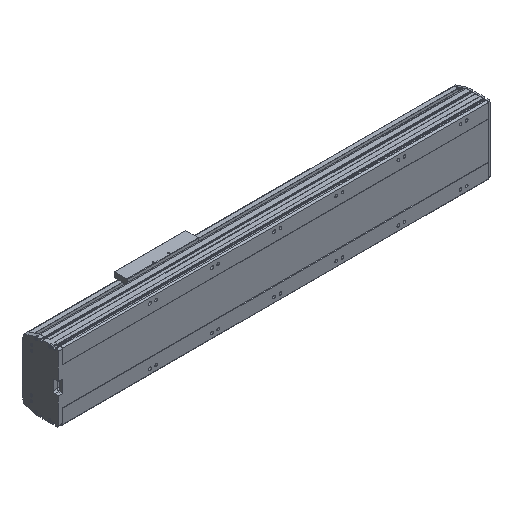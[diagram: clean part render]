
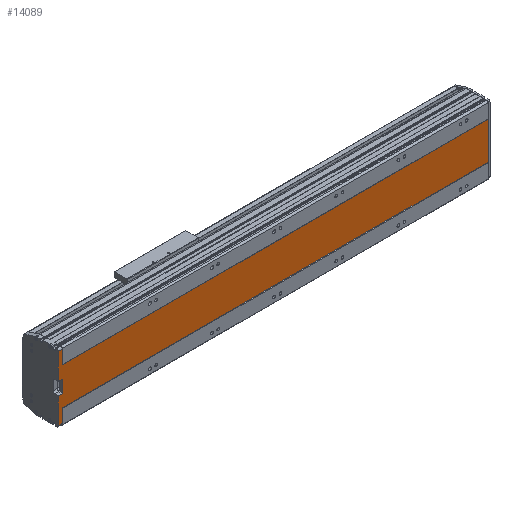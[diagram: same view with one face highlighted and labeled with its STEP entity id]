
A CAD part, isometric view. The second image highlights one B-rep face of the part: STEP entity #14089.
In plain terms, the highlighted planar face has unit normal (0, -1, 0).
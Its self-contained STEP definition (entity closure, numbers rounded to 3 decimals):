
#515 = CARTESIAN_POINT ( 'NONE',  ( 13., 1., -60. ) ) ;
#943 = ORIENTED_EDGE ( 'NONE', *, *, #21337, .T. ) ;
#1066 = CARTESIAN_POINT ( 'NONE',  ( 13., 1., 20. ) ) ;
#1206 = LINE ( 'NONE', #7294, #17228 ) ;
#1248 = PLANE ( 'NONE',  #25592 ) ;
#1314 = DIRECTION ( 'NONE',  ( 0., 0., -1. ) ) ;
#1428 = VECTOR ( 'NONE', #21143, 1000. ) ;
#1966 = VECTOR ( 'NONE', #16125, 1000. ) ;
#2096 = EDGE_CURVE ( 'NONE', #25062, #26196, #10199, .T. ) ;
#2112 = CARTESIAN_POINT ( 'NONE',  ( 13., 1., 60. ) ) ;
#2373 = CARTESIAN_POINT ( 'NONE',  ( 1384., 1., -60. ) ) ;
#2961 = EDGE_CURVE ( 'NONE', #13393, #18789, #24100, .T. ) ;
#3058 = CARTESIAN_POINT ( 'NONE',  ( 0., 1., -20. ) ) ;
#3139 = EDGE_CURVE ( 'NONE', #11129, #15774, #1206, .T. ) ;
#3252 = ORIENTED_EDGE ( 'NONE', *, *, #16140, .T. ) ;
#3797 = CARTESIAN_POINT ( 'NONE',  ( 1384., 1., 60. ) ) ;
#4594 = DIRECTION ( 'NONE',  ( 0., 0., -1. ) ) ;
#4648 = ORIENTED_EDGE ( 'NONE', *, *, #5561, .T. ) ;
#5035 = ORIENTED_EDGE ( 'NONE', *, *, #2961, .F. ) ;
#5041 = CARTESIAN_POINT ( 'NONE',  ( 13., 1., 20. ) ) ;
#5561 = EDGE_CURVE ( 'NONE', #13393, #25910, #7548, .T. ) ;
#5771 = DIRECTION ( 'NONE',  ( -1., 0., 0. ) ) ;
#5825 = CARTESIAN_POINT ( 'NONE',  ( 0., 1., -20. ) ) ;
#6545 = VECTOR ( 'NONE', #17391, 1000. ) ;
#7275 = CARTESIAN_POINT ( 'NONE',  ( 0., 1., -103.5 ) ) ;
#7294 = CARTESIAN_POINT ( 'NONE',  ( 13., 1., 103.5 ) ) ;
#7317 = VECTOR ( 'NONE', #4594, 1000. ) ;
#7477 = ORIENTED_EDGE ( 'NONE', *, *, #16823, .F. ) ;
#7479 = VECTOR ( 'NONE', #11787, 1000. ) ;
#7548 = LINE ( 'NONE', #7673, #16309 ) ;
#7673 = CARTESIAN_POINT ( 'NONE',  ( 13., 1., 104. ) ) ;
#8001 = EDGE_CURVE ( 'NONE', #25062, #19088, #13040, .T. ) ;
#8129 = VERTEX_POINT ( 'NONE', #25639 ) ;
#8138 = DIRECTION ( 'NONE',  ( 0., 0., -1. ) ) ;
#8454 = CARTESIAN_POINT ( 'NONE',  ( 0., 1., 103.5 ) ) ;
#9215 = DIRECTION ( 'NONE',  ( 0., 1., 0. ) ) ;
#9609 = CARTESIAN_POINT ( 'NONE',  ( 13., 1., 103.5 ) ) ;
#10199 = LINE ( 'NONE', #2112, #23839 ) ;
#10612 = VECTOR ( 'NONE', #5771, 1000. ) ;
#10640 = CARTESIAN_POINT ( 'NONE',  ( 13., 1., -103.5 ) ) ;
#10809 = EDGE_CURVE ( 'NONE', #26196, #18669, #26119, .T. ) ;
#11129 = VERTEX_POINT ( 'NONE', #9609 ) ;
#11232 = EDGE_CURVE ( 'NONE', #11129, #13502, #23820, .T. ) ;
#11787 = DIRECTION ( 'NONE',  ( 0., 0., -1. ) ) ;
#12251 = EDGE_LOOP ( 'NONE', ( #19192, #24619, #14544, #943, #18267, #21115, #25431, #3252, #5035, #4648, #16192, #7477 ) ) ;
#13040 = LINE ( 'NONE', #5041, #1428 ) ;
#13393 = VERTEX_POINT ( 'NONE', #10640 ) ;
#13502 = VERTEX_POINT ( 'NONE', #19672 ) ;
#13738 = CARTESIAN_POINT ( 'NONE',  ( 0., 1., 20. ) ) ;
#14015 = CARTESIAN_POINT ( 'NONE',  ( 13., 1., -103.5 ) ) ;
#14089 = ADVANCED_FACE ( 'NONE', ( #15713 ), #1248, .F. ) ;
#14542 = VECTOR ( 'NONE', #24135, 1000. ) ;
#14544 = ORIENTED_EDGE ( 'NONE', *, *, #3139, .T. ) ;
#14930 = EDGE_CURVE ( 'NONE', #15607, #13502, #17269, .T. ) ;
#15147 = LINE ( 'NONE', #3058, #17220 ) ;
#15408 = DIRECTION ( 'NONE',  ( -1., 0., 0. ) ) ;
#15607 = VERTEX_POINT ( 'NONE', #20901 ) ;
#15652 = CARTESIAN_POINT ( 'NONE',  ( 1384., 1., 60. ) ) ;
#15713 = FACE_OUTER_BOUND ( 'NONE', #12251, .T. ) ;
#15774 = VERTEX_POINT ( 'NONE', #25661 ) ;
#15785 = DIRECTION ( 'NONE',  ( 0., 0., 1. ) ) ;
#16125 = DIRECTION ( 'NONE',  ( -1., 0., 0. ) ) ;
#16140 = EDGE_CURVE ( 'NONE', #18669, #18789, #15147, .T. ) ;
#16192 = ORIENTED_EDGE ( 'NONE', *, *, #21233, .F. ) ;
#16309 = VECTOR ( 'NONE', #15785, 1000. ) ;
#16823 = EDGE_CURVE ( 'NONE', #15607, #8129, #21890, .T. ) ;
#17220 = VECTOR ( 'NONE', #1314, 1000. ) ;
#17228 = VECTOR ( 'NONE', #15408, 1000. ) ;
#17269 = LINE ( 'NONE', #15652, #6545 ) ;
#17391 = DIRECTION ( 'NONE',  ( -1., 0., 0. ) ) ;
#17862 = VECTOR ( 'NONE', #8138, 1000. ) ;
#18267 = ORIENTED_EDGE ( 'NONE', *, *, #8001, .F. ) ;
#18669 = VERTEX_POINT ( 'NONE', #5825 ) ;
#18789 = VERTEX_POINT ( 'NONE', #7275 ) ;
#19088 = VERTEX_POINT ( 'NONE', #13738 ) ;
#19192 = ORIENTED_EDGE ( 'NONE', *, *, #14930, .T. ) ;
#19455 = CARTESIAN_POINT ( 'NONE',  ( 1384., 1., 60. ) ) ;
#19672 = CARTESIAN_POINT ( 'NONE',  ( 13., 1., 60. ) ) ;
#20901 = CARTESIAN_POINT ( 'NONE',  ( 1384., 1., 60. ) ) ;
#21115 = ORIENTED_EDGE ( 'NONE', *, *, #2096, .T. ) ;
#21143 = DIRECTION ( 'NONE',  ( -1., 0., 0. ) ) ;
#21233 = EDGE_CURVE ( 'NONE', #8129, #25910, #22542, .T. ) ;
#21337 = EDGE_CURVE ( 'NONE', #15774, #19088, #24666, .T. ) ;
#21890 = LINE ( 'NONE', #3797, #7479 ) ;
#22408 = CARTESIAN_POINT ( 'NONE',  ( 13., 1., -20. ) ) ;
#22542 = LINE ( 'NONE', #2373, #14542 ) ;
#22563 = DIRECTION ( 'NONE',  ( 0., 0., -1. ) ) ;
#23820 = LINE ( 'NONE', #23957, #17862 ) ;
#23839 = VECTOR ( 'NONE', #22563, 1000. ) ;
#23957 = CARTESIAN_POINT ( 'NONE',  ( 13., 1., 103.5 ) ) ;
#24100 = LINE ( 'NONE', #14015, #1966 ) ;
#24135 = DIRECTION ( 'NONE',  ( -1., 0., 0. ) ) ;
#24619 = ORIENTED_EDGE ( 'NONE', *, *, #11232, .F. ) ;
#24666 = LINE ( 'NONE', #8454, #7317 ) ;
#25062 = VERTEX_POINT ( 'NONE', #1066 ) ;
#25431 = ORIENTED_EDGE ( 'NONE', *, *, #10809, .T. ) ;
#25592 = AXIS2_PLACEMENT_3D ( 'NONE', #19455, #9215, #25807 ) ;
#25639 = CARTESIAN_POINT ( 'NONE',  ( 1384., 1., -60. ) ) ;
#25661 = CARTESIAN_POINT ( 'NONE',  ( 0., 1., 103.5 ) ) ;
#25807 = DIRECTION ( 'NONE',  ( 1., 0., 0. ) ) ;
#25910 = VERTEX_POINT ( 'NONE', #515 ) ;
#26119 = LINE ( 'NONE', #26241, #10612 ) ;
#26196 = VERTEX_POINT ( 'NONE', #22408 ) ;
#26241 = CARTESIAN_POINT ( 'NONE',  ( 13., 1., -20. ) ) ;
